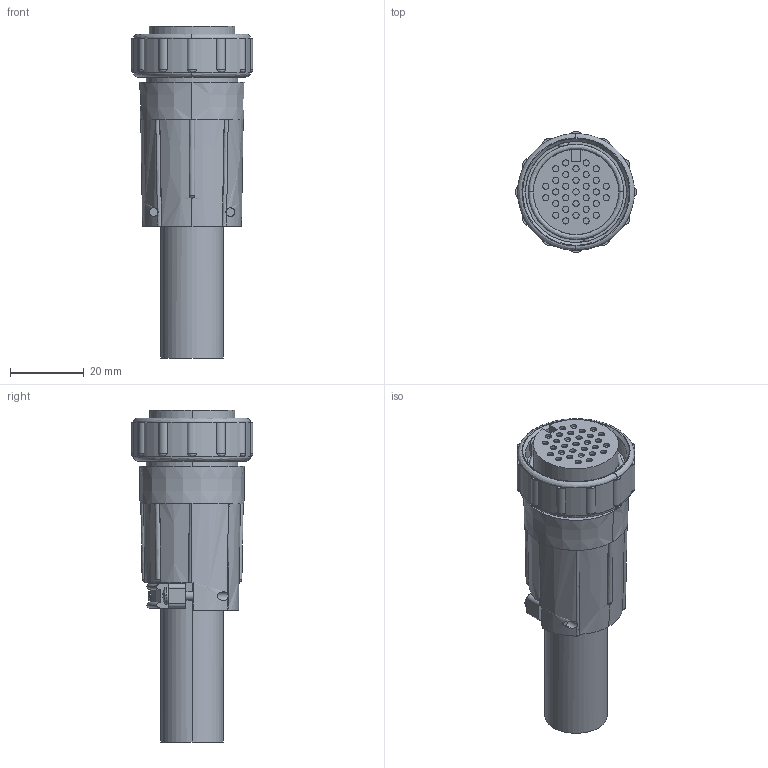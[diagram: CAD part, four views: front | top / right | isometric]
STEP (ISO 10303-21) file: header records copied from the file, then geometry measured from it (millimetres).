
FILE_DESCRIPTION (( 'STEP AP203' ), '1' );
FILE_NAME ('23282-31SG-350.STEP', '2015-11-05T17:50:21', ( '' ), ( '' ), 'SwSTEP 2.0', 'SolidWorks 2014', '' );
FILE_SCHEMA (( 'CONFIG_CONTROL_DESIGN' ));
Length unit declared in the file: millimetre
Products named in the file (2): 23282-31SG-350
Bounding box: 33.02 x 33.01 x 90.17 mm (x, y, z)
Volume: 32986.6 mm3; surface area: 12007.6 mm2
Topology: 1 solids, 1 shells, 335 faces, 843 edges, 540 vertices
Faces by surface type: plane 144, cylinder 129, bspline 55, cone 7
Entity records: 11491 total; most frequent: CARTESIAN_POINT 3714, ORIENTED_EDGE 1638, DIRECTION 1527, EDGE_CURVE 819, AXIS2_PLACEMENT_3D 604, VERTEX_POINT 540, EDGE_LOOP 393, ADVANCED_FACE 335
